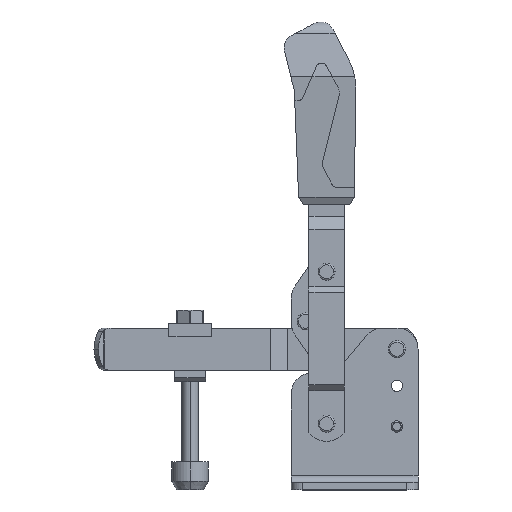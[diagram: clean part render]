
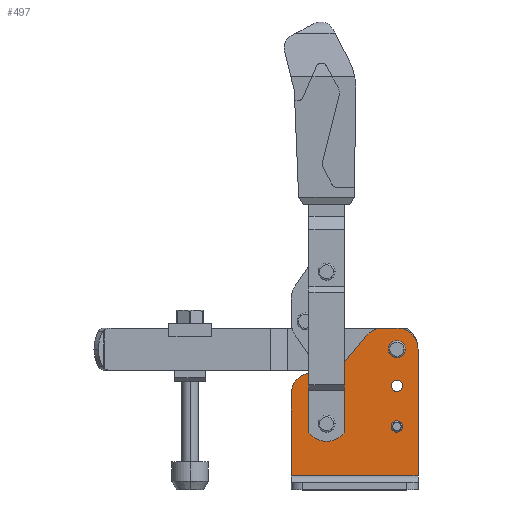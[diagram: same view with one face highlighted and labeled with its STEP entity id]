
A CAD part, top view. The second image highlights one B-rep face of the part: STEP entity #497.
In plain terms, the highlighted planar face has unit normal (0, 0, 1).
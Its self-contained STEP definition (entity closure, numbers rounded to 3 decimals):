
#497=ADVANCED_FACE('',(#1339,#1340,#1341,#1342,#1343),#1344,.T.);
#1339=FACE_OUTER_BOUND('',#2581,.T.);
#1340=FACE_BOUND('',#2582,.T.);
#1341=FACE_BOUND('',#2583,.T.);
#1342=FACE_BOUND('',#2584,.T.);
#1343=FACE_BOUND('',#2585,.T.);
#1344=PLANE('',#2586);
#2581=EDGE_LOOP('',(#4024,#4025,#4026,#4027,#4028,#4029,#4030,#4031,#4032,#4033));
#2582=EDGE_LOOP('',(#4034,#4035));
#2583=EDGE_LOOP('',(#4036,#4037));
#2584=EDGE_LOOP('',(#4038,#4039));
#2585=EDGE_LOOP('',(#4040,#4041));
#2586=AXIS2_PLACEMENT_3D('',#4042,#4043,#4044);
#4024=ORIENTED_EDGE('',*,*,#7385,.F.);
#4025=ORIENTED_EDGE('',*,*,#7370,.T.);
#4026=ORIENTED_EDGE('',*,*,#7382,.T.);
#4027=ORIENTED_EDGE('',*,*,#7380,.F.);
#4028=ORIENTED_EDGE('',*,*,#7386,.F.);
#4029=ORIENTED_EDGE('',*,*,#7387,.T.);
#4030=ORIENTED_EDGE('',*,*,#7388,.F.);
#4031=ORIENTED_EDGE('',*,*,#7389,.T.);
#4032=ORIENTED_EDGE('',*,*,#7390,.T.);
#4033=ORIENTED_EDGE('',*,*,#7391,.T.);
#4034=ORIENTED_EDGE('',*,*,#7229,.T.);
#4035=ORIENTED_EDGE('',*,*,#7392,.T.);
#4036=ORIENTED_EDGE('',*,*,#7393,.T.);
#4037=ORIENTED_EDGE('',*,*,#7264,.T.);
#4038=ORIENTED_EDGE('',*,*,#7394,.T.);
#4039=ORIENTED_EDGE('',*,*,#7249,.T.);
#4040=ORIENTED_EDGE('',*,*,#7359,.T.);
#4041=ORIENTED_EDGE('',*,*,#7274,.T.);
#4042=CARTESIAN_POINT('',(0.0,116.0,10.0));
#4043=DIRECTION('',(-0.0,0.0,1.0));
#4044=DIRECTION('',(1.0,0.0,0.0));
#7229=EDGE_CURVE('',#8639,#8637,#8640,.F.);
#7249=EDGE_CURVE('',#8672,#8669,#8673,.T.);
#7264=EDGE_CURVE('',#8699,#8696,#8700,.T.);
#7274=EDGE_CURVE('',#8716,#8714,#8717,.T.);
#7359=EDGE_CURVE('',#8714,#8716,#8846,.T.);
#7370=EDGE_CURVE('',#8864,#8862,#8865,.T.);
#7380=EDGE_CURVE('',#8881,#8869,#8883,.T.);
#7382=EDGE_CURVE('',#8862,#8869,#8885,.T.);
#7385=EDGE_CURVE('',#8864,#8888,#8889,.F.);
#7386=EDGE_CURVE('',#8890,#8881,#8891,.F.);
#7387=EDGE_CURVE('',#8890,#8892,#8893,.T.);
#7388=EDGE_CURVE('',#8894,#8892,#8895,.F.);
#7389=EDGE_CURVE('',#8894,#8896,#8897,.T.);
#7390=EDGE_CURVE('',#8896,#8898,#8899,.F.);
#7391=EDGE_CURVE('',#8898,#8888,#8900,.T.);
#7392=EDGE_CURVE('',#8637,#8639,#8901,.F.);
#7393=EDGE_CURVE('',#8696,#8699,#8902,.T.);
#7394=EDGE_CURVE('',#8669,#8672,#8903,.T.);
#8637=VERTEX_POINT('',#10680);
#8639=VERTEX_POINT('',#10683);
#8640=CIRCLE('',#10684,4.05);
#8669=VERTEX_POINT('',#10720);
#8672=VERTEX_POINT('',#10724);
#8673=CIRCLE('',#10725,4.0);
#8696=VERTEX_POINT('',#10753);
#8699=VERTEX_POINT('',#10757);
#8700=CIRCLE('',#10758,4.0);
#8714=VERTEX_POINT('',#10773);
#8716=VERTEX_POINT('',#10776);
#8717=CIRCLE('',#10777,6.0);
#8846=CIRCLE('',#10937,6.0);
#8862=VERTEX_POINT('',#10957);
#8864=VERTEX_POINT('',#10959);
#8865=LINE('',#10960,#10961);
#8869=VERTEX_POINT('',#10966);
#8881=VERTEX_POINT('',#10982);
#8883=LINE('',#10985,#10986);
#8885=LINE('',#10988,#10989);
#8888=VERTEX_POINT('',#10993);
#8889=CIRCLE('',#10994,15.0);
#8890=VERTEX_POINT('',#10995);
#8891=CIRCLE('',#10996,15.0);
#8892=VERTEX_POINT('',#10997);
#8893=LINE('',#10998,#10999);
#8894=VERTEX_POINT('',#11000);
#8895=CIRCLE('',#11001,15.0);
#8896=VERTEX_POINT('',#11002);
#8897=LINE('',#11003,#11004);
#8898=VERTEX_POINT('',#11005);
#8899=CIRCLE('',#11006,15.0);
#8900=LINE('',#11007,#11008);
#8901=CIRCLE('',#11009,4.05);
#8902=CIRCLE('',#11010,4.0);
#8903=CIRCLE('',#11011,4.0);
#10680=CARTESIAN_POINT('',(70.95,45.0,10.0));
#10683=CARTESIAN_POINT('',(79.05,45.0,10.0));
#10684=AXIS2_PLACEMENT_3D('',#13451,#13452,#13453);
#10720=CARTESIAN_POINT('',(71.0,74.0,10.0));
#10724=CARTESIAN_POINT('',(79.0,74.0,10.0));
#10725=AXIS2_PLACEMENT_3D('',#13483,#13484,#13485);
#10753=CARTESIAN_POINT('',(21.0,47.0,10.0));
#10757=CARTESIAN_POINT('',(29.0,47.0,10.0));
#10758=AXIS2_PLACEMENT_3D('',#13507,#13508,#13509);
#10773=CARTESIAN_POINT('',(69.0,100.0,10.0));
#10776=CARTESIAN_POINT('',(81.0,100.0,10.0));
#10777=AXIS2_PLACEMENT_3D('',#13527,#13528,#13529);
#10937=AXIS2_PLACEMENT_3D('',#13672,#13673,#13674);
#10957=CARTESIAN_POINT('',(0.0,10.,10.0));
#10959=CARTESIAN_POINT('',(0.0,68.255,10.0));
#10960=CARTESIAN_POINT('',(0.0,116.0,10.0));
#10961=VECTOR('',#13688,1000.0);
#10966=CARTESIAN_POINT('',(90.0,10.,10.0));
#10982=CARTESIAN_POINT('',(90.0,100.0,10.0));
#10985=CARTESIAN_POINT('',(90.0,116.0,10.0));
#10986=VECTOR('',#13701,1000.0);
#10988=CARTESIAN_POINT('',(0.0,10.,10.0));
#10989=VECTOR('',#13702,1000.0);
#10993=CARTESIAN_POINT('',(13.693,83.198,10.0));
#10994=AXIS2_PLACEMENT_3D('',#13704,#13705,#13706);
#10995=CARTESIAN_POINT('',(75.0,115.0,10.0));
#10996=AXIS2_PLACEMENT_3D('',#13707,#13708,#13709);
#10997=CARTESIAN_POINT('',(65.,115.0,10.0));
#10998=CARTESIAN_POINT('',(0.0,115.0,10.0));
#10999=VECTOR('',#13710,1000.0);
#11000=CARTESIAN_POINT('',(53.509,109.642,10.0));
#11001=AXIS2_PLACEMENT_3D('',#13711,#13712,#13713);
#11002=CARTESIAN_POINT('',(36.71,89.622,10.0));
#11003=CARTESIAN_POINT('',(34.531,87.025,10.0));
#11004=VECTOR('',#13714,1000.0);
#11005=CARTESIAN_POINT('',(26.527,84.321,10.0));
#11006=AXIS2_PLACEMENT_3D('',#13715,#13716,#13717);
#11007=CARTESIAN_POINT('',(2.952,82.258,10.0));
#11008=VECTOR('',#13718,1000.0);
#11009=AXIS2_PLACEMENT_3D('',#13719,#13720,#13721);
#11010=AXIS2_PLACEMENT_3D('',#13722,#13723,#13724);
#11011=AXIS2_PLACEMENT_3D('',#13725,#13726,#13727);
#13451=CARTESIAN_POINT('',(75.0,45.0,10.0));
#13452=DIRECTION('',(-0.0,0.0,1.0));
#13453=DIRECTION('',(1.0,0.0,0.0));
#13483=CARTESIAN_POINT('',(75.0,74.0,10.0));
#13484=DIRECTION('',(0.0,0.0,-1.0));
#13485=DIRECTION('',(-1.0,0.0,0.0));
#13507=CARTESIAN_POINT('',(25.0,47.0,10.0));
#13508=DIRECTION('',(0.0,0.0,-1.0));
#13509=DIRECTION('',(-1.0,0.0,0.0));
#13527=CARTESIAN_POINT('',(75.0,100.0,10.0));
#13528=DIRECTION('',(0.0,0.0,-1.0));
#13529=DIRECTION('',(-1.0,0.0,0.0));
#13672=CARTESIAN_POINT('',(75.0,100.0,10.0));
#13673=DIRECTION('',(0.0,0.0,-1.0));
#13674=DIRECTION('',(-1.0,0.0,0.0));
#13688=DIRECTION('',(0.0,-1.0,0.0));
#13701=DIRECTION('',(0.0,-1.0,0.0));
#13702=DIRECTION('',(1.0,0.0,0.0));
#13704=CARTESIAN_POINT('',(15.0,68.255,10.0));
#13705=DIRECTION('',(-0.0,0.0,1.0));
#13706=DIRECTION('',(1.0,0.0,0.0));
#13707=CARTESIAN_POINT('',(75.0,100.0,10.0));
#13708=DIRECTION('',(-0.0,0.0,1.0));
#13709=DIRECTION('',(1.0,0.0,0.0));
#13710=DIRECTION('',(-1.0,0.0,-0.0));
#13711=CARTESIAN_POINT('',(65.,100.,10.0));
#13712=DIRECTION('',(-0.0,0.0,1.0));
#13713=DIRECTION('',(1.0,0.0,0.0));
#13714=DIRECTION('',(-0.643,-0.766,0.0));
#13715=CARTESIAN_POINT('',(25.22,99.264,10.0));
#13716=DIRECTION('',(-0.0,0.0,1.0));
#13717=DIRECTION('',(1.0,0.0,0.0));
#13718=DIRECTION('',(-0.996,-0.087,0.0));
#13719=CARTESIAN_POINT('',(75.0,45.0,10.0));
#13720=DIRECTION('',(-0.0,0.0,1.0));
#13721=DIRECTION('',(1.0,0.0,0.0));
#13722=CARTESIAN_POINT('',(25.0,47.0,10.0));
#13723=DIRECTION('',(0.0,0.0,-1.0));
#13724=DIRECTION('',(-1.0,0.0,0.0));
#13725=CARTESIAN_POINT('',(75.0,74.0,10.0));
#13726=DIRECTION('',(0.0,0.0,-1.0));
#13727=DIRECTION('',(-1.0,0.0,0.0));
